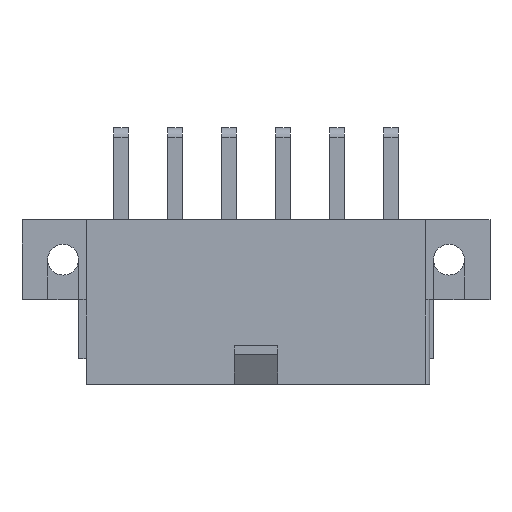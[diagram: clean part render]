
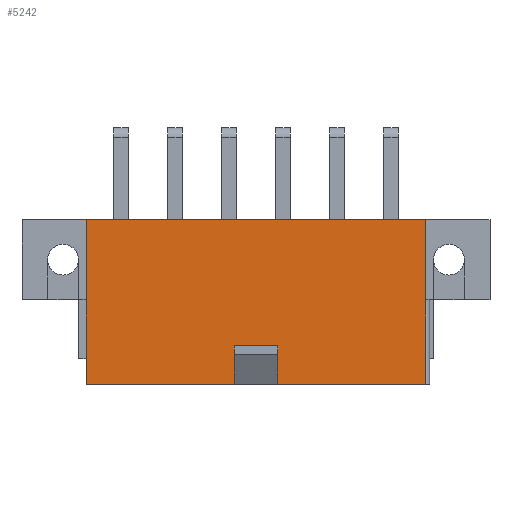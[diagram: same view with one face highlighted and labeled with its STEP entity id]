
A CAD part, top view. The second image highlights one B-rep face of the part: STEP entity #5242.
In plain terms, the highlighted planar face has unit normal (0, 0, 1).
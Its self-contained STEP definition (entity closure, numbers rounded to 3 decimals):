
#601=ORIENTED_EDGE('',*,*,#2045,.F.);
#602=ORIENTED_EDGE('',*,*,#2046,.F.);
#603=ORIENTED_EDGE('',*,*,#2047,.F.);
#604=ORIENTED_EDGE('',*,*,#1794,.F.);
#605=ORIENTED_EDGE('',*,*,#2012,.T.);
#606=ORIENTED_EDGE('',*,*,#1702,.T.);
#607=ORIENTED_EDGE('',*,*,#2044,.F.);
#608=ORIENTED_EDGE('',*,*,#1796,.F.);
#1702=EDGE_CURVE('',#2446,#2445,#2929,.T.);
#1794=EDGE_CURVE('',#2528,#2529,#3021,.T.);
#1796=EDGE_CURVE('',#2530,#2531,#3023,.T.);
#2012=EDGE_CURVE('',#2528,#2446,#3233,.T.);
#2044=EDGE_CURVE('',#2531,#2445,#3261,.T.);
#2045=EDGE_CURVE('',#2750,#2530,#3262,.T.);
#2046=EDGE_CURVE('',#2751,#2750,#3263,.T.);
#2047=EDGE_CURVE('',#2529,#2751,#3264,.T.);
#2445=VERTEX_POINT('',#7321);
#2446=VERTEX_POINT('',#7323);
#2528=VERTEX_POINT('',#7498);
#2529=VERTEX_POINT('',#7499);
#2530=VERTEX_POINT('',#7501);
#2531=VERTEX_POINT('',#7503);
#2750=VERTEX_POINT('',#8005);
#2751=VERTEX_POINT('',#8007);
#2929=LINE('',#7322,#3658);
#3021=LINE('',#7497,#3750);
#3023=LINE('',#7502,#3752);
#3233=LINE('',#7941,#3962);
#3261=LINE('',#8002,#3990);
#3262=LINE('',#8004,#3991);
#3263=LINE('',#8006,#3992);
#3264=LINE('',#8008,#3993);
#3658=VECTOR('',#5922,1000.);
#3750=VECTOR('',#6016,1000.);
#3752=VECTOR('',#6018,1000.);
#3962=VECTOR('',#6294,1000.);
#3990=VECTOR('',#6342,1000.);
#3991=VECTOR('',#6345,1000.);
#3992=VECTOR('',#6346,1000.);
#3993=VECTOR('',#6347,1000.);
#4382=EDGE_LOOP('',(#601,#602,#603,#604,#605,#606,#607,#608));
#4711=FACE_BOUND('',#4382,.T.);
#4990=PLANE('',#5551);
#5242=ADVANCED_FACE('',(#4711),#4990,.T.);
#5551=AXIS2_PLACEMENT_3D('',#8003,#6343,#6344);
#5922=DIRECTION('',(-1.,0.,0.));
#6016=DIRECTION('',(-1.,0.,0.));
#6018=DIRECTION('',(-1.,0.,0.));
#6294=DIRECTION('',(0.,1.,0.));
#6342=DIRECTION('',(0.,1.,0.));
#6343=DIRECTION('',(0.,0.,1.));
#6344=DIRECTION('',(1.,0.,0.));
#6345=DIRECTION('',(0.,-1.,0.));
#6346=DIRECTION('',(-1.,0.,0.));
#6347=DIRECTION('',(0.,1.,0.));
#7321=CARTESIAN_POINT('',(-13.2,6.4,4.8));
#7322=CARTESIAN_POINT('',(13.2,6.4,4.8));
#7323=CARTESIAN_POINT('',(13.2,6.4,4.8));
#7497=CARTESIAN_POINT('',(13.2,-6.4,4.8));
#7498=CARTESIAN_POINT('',(13.2,-6.4,4.8));
#7499=CARTESIAN_POINT('',(1.7,-6.4,4.8));
#7501=CARTESIAN_POINT('',(-1.7,-6.4,4.8));
#7502=CARTESIAN_POINT('',(13.2,-6.4,4.8));
#7503=CARTESIAN_POINT('',(-13.2,-6.4,4.8));
#7941=CARTESIAN_POINT('',(13.2,-6.4,4.8));
#8002=CARTESIAN_POINT('',(-13.2,-6.4,4.8));
#8003=CARTESIAN_POINT('',(13.2,-6.4,4.8));
#8004=CARTESIAN_POINT('',(-1.7,-3.4,4.8));
#8005=CARTESIAN_POINT('',(-1.7,-3.4,4.8));
#8006=CARTESIAN_POINT('',(1.7,-3.4,4.8));
#8007=CARTESIAN_POINT('',(1.7,-3.4,4.8));
#8008=CARTESIAN_POINT('',(1.7,-6.4,4.8));
